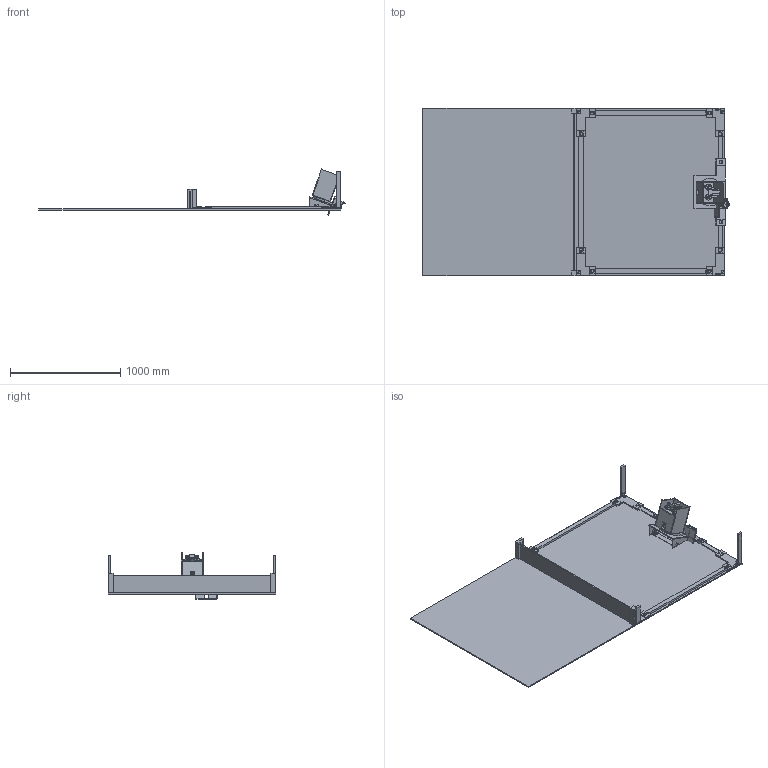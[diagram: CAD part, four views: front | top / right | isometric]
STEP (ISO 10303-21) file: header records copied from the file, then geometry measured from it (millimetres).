
FILE_DESCRIPTION(/* description */ (''),/* implementation_level */ '2;1');
FILE_NAME(/* name */ 'Ping_Pong_Shooter-STEP214.stp',/* time_stamp */ '2024-05-22T22:48:19+02:00',/* author */ (''),/* organization */ (''),/* preprocessor_version */ 'ST-DEVELOPER v19.3',/* originating_system */ 'SIEMENS PLM Software NX2212.4000',/* authorisation */ '');
FILE_SCHEMA (('AUTOMOTIVE_DESIGN { 1 0 10303 214 3 1 1 1 }'));
Length unit declared in the file: millimetre
Products named in the file (47): plaatje_onder_t_houder_par; onderkantkopje_par; kop_t_houder_par; tussenschotliften_par; plaatjeliftzijkantje_par; buitenzijkantzonergaten_par; onderkantversteviging_par; oranjetandwiel30mm_par; onderkantverhoging_par; vasthoudermotor_par; motor_par; groteband_par; schans_par; wieltje_par; onderlegger motor_par; kleinwiel_par; achterkant_par; roodwiel40mm_par; achterwand_par; grijzegear60mm_par; plaatjeboven_par; 18cmstok_par; 20cmstok_par; voorkant_par; 100cmstok_par; servo_par; linkerwand_par; lazysuzan_par; heokijzerlang_par; pingpongtafel_par; verhoogje_par; nettorentjes_par; reckterkant_par; staafje_par; winkelhaak_par; driehoek_par; netzelf_par; tussenstuk_par; haakje_par; verstevigingsplaatje_par ...
Assembly tree (134 placements, depth 3):
  construcite+robot_asm
    schoef_par  x32
    40cmstok_par  x2
    onderkant_par
    plaatjevoorpaal_par  x4
    gezrkleinrood_par
    verstevigingsplaatje_par  x10
    haakje_par  x6
    nieuweassebmly_asm
      achterkant_par
      kleinwiel_par  x6
      onderlegger motor_par  x5
      wieltje_par  x2
      schans_par
      groteband_par
      staafje_par  x3
      roodwiel40mm_par  x2
      motor_par  x3
      vasthoudermotor_par  x3
      onderkantverhoging_par
      gezrkleinrood_par
      oranjetandwiel30mm_par
      onderkantversteviging_par
      buitenzijkantzonergaten_par  x2
      voorkant_par
      plaatjeliftzijkantje_par  x2
      tussenschotliften_par
      grijzegear60mm_par  x2
      kop_t_houder_par
      onderkantkopje_par
      plaatje_onder_t_houder_par
      schoef_par
    tussenstuk_par
    netzelf_par
    driehoek_par  x2
    winkelhaak_par  x6
    staafje_par
    reckterkant_par
    nettorentjes_par  x2
    verhoogje_par  x2
    pingpongtafel_par
    heokijzerlang_par  x2
    lazysuzan_par
    linkerwand_par
    servo_par
    100cmstok_par  x3
    voorkant_par
    20cmstok_par  x2
    18cmstok_par  x2
    plaatjeboven_par
    grijzegear60mm_par
    achterwand_par
    roodwiel40mm_par
Bounding box: 2777.8 x 1520.11 x 420.48 mm (x, y, z)
Volume: 53844743.3 mm3; surface area: 11263374.7 mm2
Topology: 133 solids, 133 shells, 4058 faces, 11227 edges, 7502 vertices
Faces by surface type: plane 1775, cylinder 1562, extrusion 688, torus 33
Full cylindrical faces by diameter (mm): 2.9 x2, 3 x14, 3.5 x6, 4 x33, 6 x40, 7 x33, 10 x3, 25 x3, 33 x6, 54 x2, 250 x1
Entity records: 54483 total; most frequent: CARTESIAN_POINT 12782, ORIENTED_EDGE 8614, DIRECTION 8022, EDGE_CURVE 4307, VERTEX_POINT 2889, VECTOR 2826, AXIS2_PLACEMENT_3D 2598, LINE 2548
